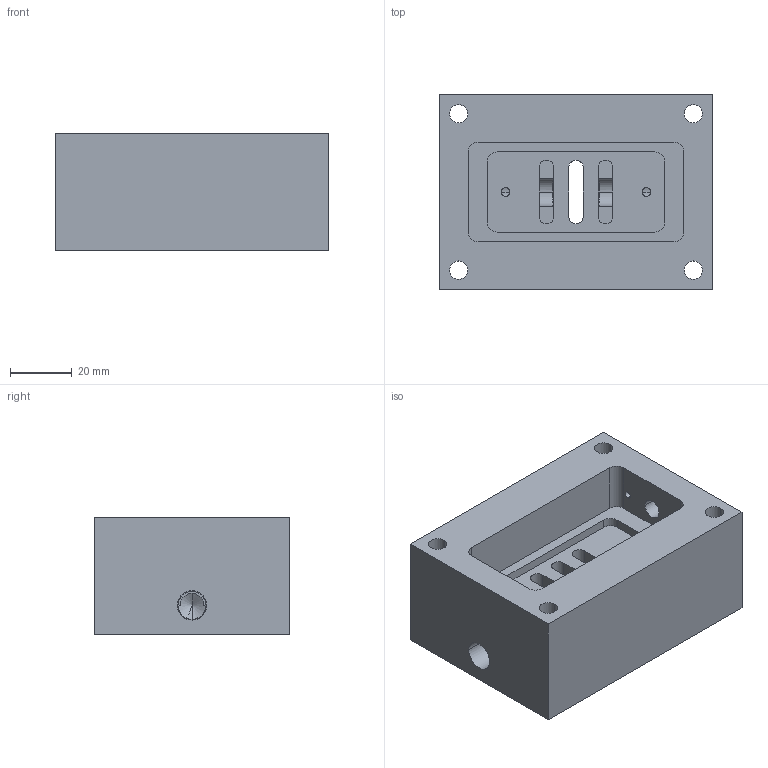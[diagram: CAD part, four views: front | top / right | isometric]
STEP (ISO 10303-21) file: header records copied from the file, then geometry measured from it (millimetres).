
FILE_DESCRIPTION((''),'2;1');
FILE_NAME('BODY__VALVE_2_ASSY_SLDPRT__','2016-12-07T',('cxl300'),(''),'PRO/ENGINEER BY PARAMETRIC TECHNOLOGY CORPORATION, 2013230','PRO/ENGINEER BY PARAMETRIC TECHNOLOGY CORPORATION, 2013230','');
FILE_SCHEMA(('CONFIG_CONTROL_DESIGN','GEOMETRIC_VALIDATION_PROPERTIES_MIM'));
Length unit declared in the file: millimetre
Products named in the file (1): BODY__VALVE_2_ASSY_SLDPRT__
Bounding box: 88.9 x 63.5 x 38.1 mm (x, y, z)
Volume: 160605.6 mm3; surface area: 33002.5 mm2
Topology: 1 solids, 1 shells, 80 faces, 242 edges, 158 vertices
Faces by surface type: cylinder 44, plane 28, cone 8
Entity records: 3050 total; most frequent: CARTESIAN_POINT 701, DIRECTION 476, ORIENTED_EDGE 476, EDGE_CURVE 238, AXIS2_PLACEMENT_3D 178, VERTEX_POINT 158, VECTOR 120, LINE 120
